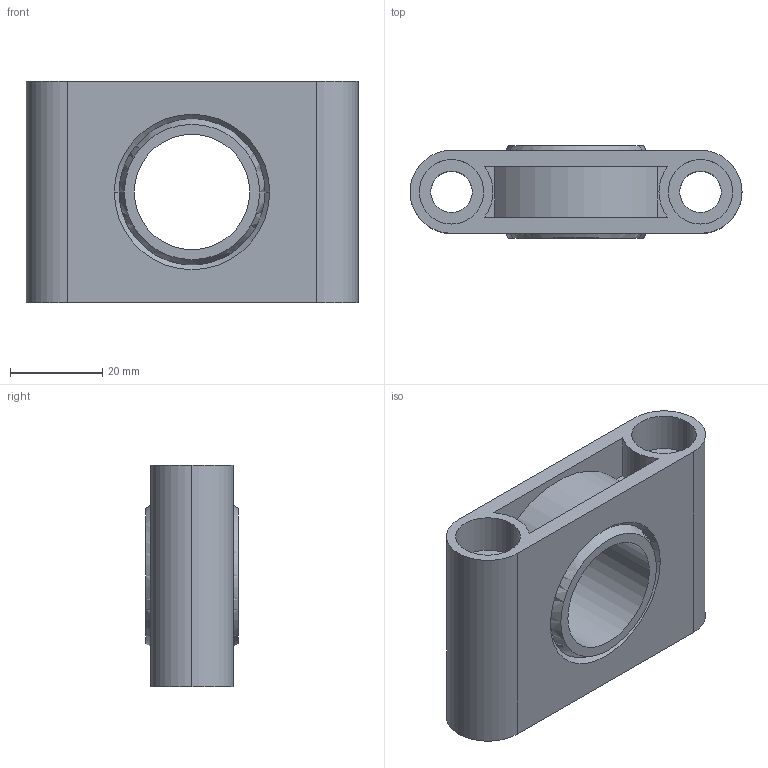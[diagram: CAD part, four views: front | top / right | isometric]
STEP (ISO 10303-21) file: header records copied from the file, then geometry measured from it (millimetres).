
FILE_DESCRIPTION(('STEP AP214'),'1');
FILE_NAME('cctmp_BE70F806-D65C-4103-98C6-2587E50A195B_2021_02_22_16_22_31_0551_44040..stp','2021-02-22T15:22:31',('igus GmbH'),('CADClick - www.CADClick.com'),'Spatial InterOp 3D',' ','unknown authorization');
FILE_SCHEMA(('AUTOMOTIVE_DESIGN'));
Length unit declared in the file: millimetre
Products named in the file (2): 1; 2
Bounding box: 72 x 20 x 48 mm (x, y, z)
Volume: 39054.8 mm3; surface area: 18887.6 mm2
Topology: 2 solids, 2 shells, 48 faces, 124 edges, 80 vertices
Faces by surface type: cylinder 24, plane 16, sphere 4, cone 4
Entity records: 1895 total; most frequent: DIRECTION 280, CARTESIAN_POINT 246, ORIENTED_EDGE 232, EDGE_CURVE 116, AXIS2_PLACEMENT_3D 114, VERTEX_POINT 80, EDGE_LOOP 64, CIRCLE 64
